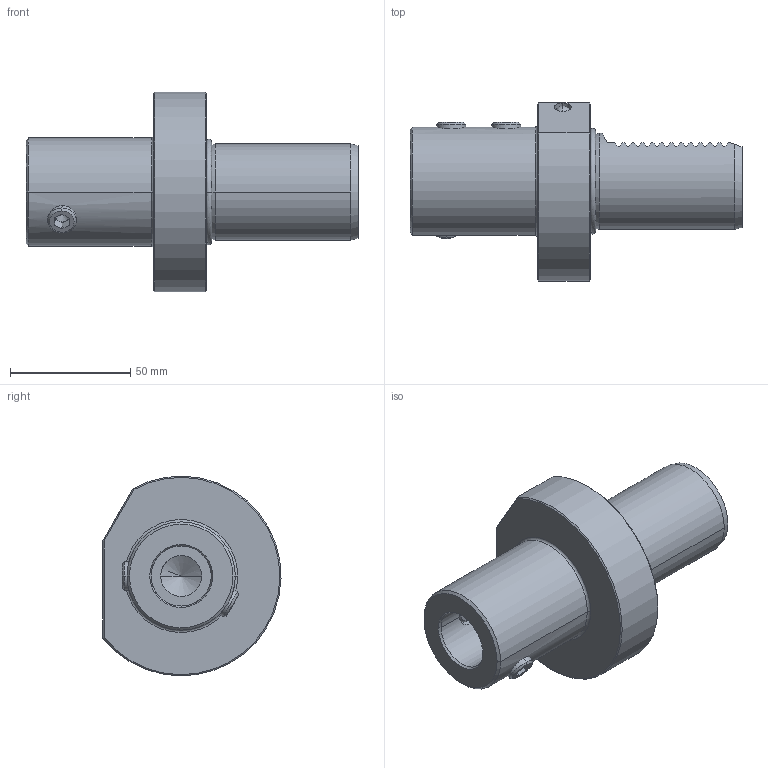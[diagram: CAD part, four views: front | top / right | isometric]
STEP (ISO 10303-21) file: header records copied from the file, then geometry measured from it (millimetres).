
FILE_DESCRIPTION((''),'2;1');
FILE_NAME('223052150_SW0001','2017-06-07T',('czauner'),(''),'PRO/ENGINEER BY PARAMETRIC TECHNOLOGY CORPORATION, 2011040','PRO/ENGINEER BY PARAMETRIC TECHNOLOGY CORPORATION, 2011040','');
FILE_SCHEMA(('AUTOMOTIVE_DESIGN { 1 2 10303 214 0 1 1 1 }'));
Length unit declared in the file: millimetre
Products named in the file (1): 223052150_SW0001
Bounding box: 138 x 73.99 x 82.98 mm (x, y, z)
Volume: 233661.5 mm3; surface area: 39602.4 mm2
Topology: 2 solids, 2 shells, 206 faces, 499 edges, 294 vertices
Faces by surface type: plane 94, cylinder 51, cone 39, torus 14, sphere 4, revolution 4
Entity records: 9038 total; most frequent: CARTESIAN_POINT 2875, ORIENTED_EDGE 966, DIRECTION 918, EDGE_CURVE 483, AXIS2_PLACEMENT_3D 337, VERTEX_POINT 294, VECTOR 240, LINE 240
